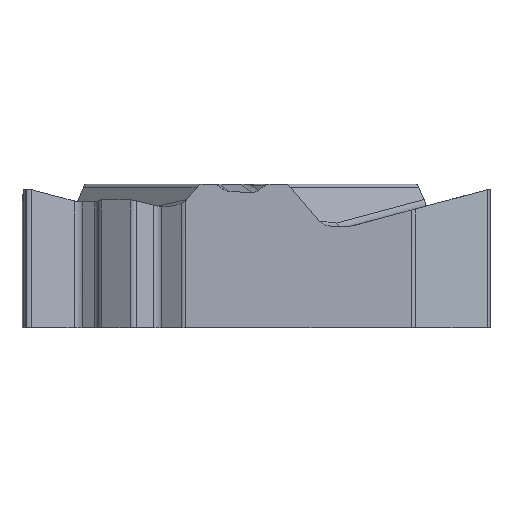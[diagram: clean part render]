
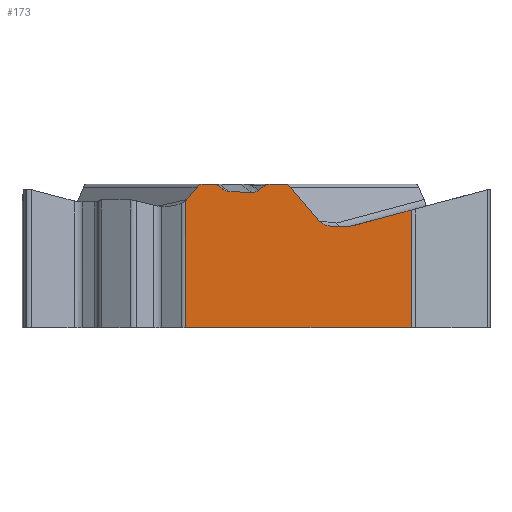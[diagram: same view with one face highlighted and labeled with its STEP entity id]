
A CAD part, left-side view. The second image highlights one B-rep face of the part: STEP entity #173.
In plain terms, the highlighted planar face has unit normal (-1, 0, 0).
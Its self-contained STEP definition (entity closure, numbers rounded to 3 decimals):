
#173=ADVANCED_FACE('',(#334),#287,.F.);
#287=PLANE('',#2170);
#334=FACE_OUTER_BOUND('',#442,.T.);
#442=EDGE_LOOP('',(#610,#611,#612,#613,#614,#615,#616,#617,#618,#619,#620,
#621,#622,#623,#624,#625,#626,#627,#628,#629,#630));
#562=ELLIPSE('',#2163,0.338,0.32);
#563=ELLIPSE('',#2164,0.392,0.32);
#564=ELLIPSE('',#2165,0.236,0.2);
#565=ELLIPSE('',#2166,0.167,0.15);
#566=ELLIPSE('',#2167,0.15,0.15);
#567=ELLIPSE('',#2168,0.227,0.2);
#568=ELLIPSE('',#2169,0.385,0.32);
#610=ORIENTED_EDGE('',*,*,#1426,.F.);
#611=ORIENTED_EDGE('',*,*,#1427,.T.);
#612=ORIENTED_EDGE('',*,*,#1428,.T.);
#613=ORIENTED_EDGE('',*,*,#1429,.T.);
#614=ORIENTED_EDGE('',*,*,#1430,.F.);
#615=ORIENTED_EDGE('',*,*,#1431,.T.);
#616=ORIENTED_EDGE('',*,*,#1432,.T.);
#617=ORIENTED_EDGE('',*,*,#1433,.F.);
#618=ORIENTED_EDGE('',*,*,#1434,.F.);
#619=ORIENTED_EDGE('',*,*,#1435,.F.);
#620=ORIENTED_EDGE('',*,*,#1436,.T.);
#621=ORIENTED_EDGE('',*,*,#1437,.T.);
#622=ORIENTED_EDGE('',*,*,#1438,.T.);
#623=ORIENTED_EDGE('',*,*,#1439,.T.);
#624=ORIENTED_EDGE('',*,*,#1440,.T.);
#625=ORIENTED_EDGE('',*,*,#1441,.F.);
#626=ORIENTED_EDGE('',*,*,#1442,.F.);
#627=ORIENTED_EDGE('',*,*,#1443,.F.);
#628=ORIENTED_EDGE('',*,*,#1444,.T.);
#629=ORIENTED_EDGE('',*,*,#1445,.T.);
#630=ORIENTED_EDGE('',*,*,#1446,.T.);
#1226=VERTEX_POINT('',#3483);
#1227=VERTEX_POINT('',#3484);
#1228=VERTEX_POINT('',#3486);
#1229=VERTEX_POINT('',#3488);
#1230=VERTEX_POINT('',#3490);
#1231=VERTEX_POINT('',#3492);
#1232=VERTEX_POINT('',#3494);
#1233=VERTEX_POINT('',#3496);
#1234=VERTEX_POINT('',#3498);
#1235=VERTEX_POINT('',#3500);
#1236=VERTEX_POINT('',#3502);
#1237=VERTEX_POINT('',#3504);
#1238=VERTEX_POINT('',#3515);
#1239=VERTEX_POINT('',#3517);
#1240=VERTEX_POINT('',#3531);
#1241=VERTEX_POINT('',#3533);
#1242=VERTEX_POINT('',#3535);
#1243=VERTEX_POINT('',#3537);
#1244=VERTEX_POINT('',#3539);
#1245=VERTEX_POINT('',#3541);
#1246=VERTEX_POINT('',#3543);
#1426=EDGE_CURVE('',#1226,#1227,#1734,.T.);
#1427=EDGE_CURVE('',#1226,#1228,#1735,.T.);
#1428=EDGE_CURVE('',#1228,#1229,#1736,.T.);
#1429=EDGE_CURVE('',#1229,#1230,#562,.T.);
#1430=EDGE_CURVE('',#1231,#1230,#1737,.T.);
#1431=EDGE_CURVE('',#1231,#1232,#563,.T.);
#1432=EDGE_CURVE('',#1232,#1233,#1738,.T.);
#1433=EDGE_CURVE('',#1234,#1233,#564,.T.);
#1434=EDGE_CURVE('',#1235,#1234,#1739,.T.);
#1435=EDGE_CURVE('',#1236,#1235,#565,.T.);
#1436=EDGE_CURVE('',#1236,#1237,#1740,.T.);
#1437=EDGE_CURVE('',#1237,#1238,#2120,.T.);
#1438=EDGE_CURVE('',#1238,#1239,#1741,.T.);
#1439=EDGE_CURVE('',#1239,#1240,#2121,.T.);
#1440=EDGE_CURVE('',#1240,#1241,#1742,.T.);
#1441=EDGE_CURVE('',#1242,#1241,#566,.T.);
#1442=EDGE_CURVE('',#1243,#1242,#1743,.T.);
#1443=EDGE_CURVE('',#1244,#1243,#567,.T.);
#1444=EDGE_CURVE('',#1244,#1245,#1744,.T.);
#1445=EDGE_CURVE('',#1245,#1246,#568,.T.);
#1446=EDGE_CURVE('',#1246,#1227,#1745,.T.);
#1734=LINE('',#3482,#1920);
#1735=LINE('',#3485,#1921);
#1736=LINE('',#3487,#1922);
#1737=LINE('',#3491,#1923);
#1738=LINE('',#3495,#1924);
#1739=LINE('',#3499,#1925);
#1740=LINE('',#3503,#1926);
#1741=LINE('',#3516,#1927);
#1742=LINE('',#3532,#1928);
#1743=LINE('',#3536,#1929);
#1744=LINE('',#3540,#1930);
#1745=LINE('',#3544,#1931);
#1920=VECTOR('',#2378,1.);
#1921=VECTOR('',#2379,1.);
#1922=VECTOR('',#2380,1.);
#1923=VECTOR('',#2383,1.);
#1924=VECTOR('',#2386,1.);
#1925=VECTOR('',#2389,1.);
#1926=VECTOR('',#2392,1.);
#1927=VECTOR('',#2393,1.);
#1928=VECTOR('',#2394,1.);
#1929=VECTOR('',#2397,1.);
#1930=VECTOR('',#2400,1.);
#1931=VECTOR('',#2403,1.);
#2120=B_SPLINE_CURVE_WITH_KNOTS('',3,(#3505,#3506,#3507,#3508,#3509,#3510,
#3511,#3512,#3513,#3514),.UNSPECIFIED.,.F.,.F.,(4,3,3,4),(0.,0.474,
0.706,1.),.UNSPECIFIED.);
#2121=B_SPLINE_CURVE_WITH_KNOTS('',3,(#3518,#3519,#3520,#3521,#3522,#3523,
#3524,#3525,#3526,#3527,#3528,#3529,#3530),.UNSPECIFIED.,.F.,.F.,(4,3,3,
3,4),(0.,0.25,0.499,0.746,1.),
 .UNSPECIFIED.);
#2163=AXIS2_PLACEMENT_3D('',#3489,#2381,#2382);
#2164=AXIS2_PLACEMENT_3D('',#3493,#2384,#2385);
#2165=AXIS2_PLACEMENT_3D('',#3497,#2387,#2388);
#2166=AXIS2_PLACEMENT_3D('',#3501,#2390,#2391);
#2167=AXIS2_PLACEMENT_3D('',#3534,#2395,#2396);
#2168=AXIS2_PLACEMENT_3D('',#3538,#2398,#2399);
#2169=AXIS2_PLACEMENT_3D('',#3542,#2401,#2402);
#2170=AXIS2_PLACEMENT_3D('',#3545,#2404,#2405);
#2378=DIRECTION('',(0.,1.,0.));
#2379=DIRECTION('',(0.,0.,1.));
#2380=DIRECTION('',(0.,0.966,-0.259));
#2381=DIRECTION('',(1.,0.,0.));
#2382=DIRECTION('',(0.,0.966,-0.259));
#2383=DIRECTION('',(0.,-1.,0.));
#2384=DIRECTION('',(1.,0.,0.));
#2385=DIRECTION('',(0.,0.992,0.124));
#2386=DIRECTION('',(0.,0.651,0.759));
#2387=DIRECTION('',(1.,0.,0.));
#2388=DIRECTION('',(0.,-1.,0.));
#2389=DIRECTION('',(0.,-1.,0.));
#2390=DIRECTION('',(1.,0.,0.));
#2391=DIRECTION('',(0.,1.,0.));
#2392=DIRECTION('',(0.,0.794,-0.608));
#2393=DIRECTION('',(0.,0.999,0.049));
#2394=DIRECTION('',(0.,0.757,0.653));
#2395=DIRECTION('',(1.,0.,0.));
#2396=DIRECTION('',(0.,-1.,0.));
#2397=DIRECTION('',(0.,-1.,0.));
#2398=DIRECTION('',(1.,0.,0.));
#2399=DIRECTION('',(0.,-1.,0.));
#2400=DIRECTION('',(0.,0.635,-0.772));
#2401=DIRECTION('',(1.,0.,0.));
#2402=DIRECTION('',(0.,-0.976,0.217));
#2403=DIRECTION('',(0.,0.,-1.));
#2404=DIRECTION('',(1.,0.,0.));
#2405=DIRECTION('',(0.,1.,0.));
#3482=CARTESIAN_POINT('',(-4.763,-7.335,-3.97));
#3483=CARTESIAN_POINT('',(-4.762,-4.643,-3.97));
#3484=CARTESIAN_POINT('',(-4.763,1.793,-3.97));
#3485=CARTESIAN_POINT('',(-4.762,-4.643,0.));
#3486=CARTESIAN_POINT('',(-4.762,-4.643,-0.605));
#3487=CARTESIAN_POINT('',(-4.763,6.381,-3.559));
#3488=CARTESIAN_POINT('',(-4.763,-2.989,-1.048));
#3489=CARTESIAN_POINT('',(-4.763,-2.906,-0.739));
#3490=CARTESIAN_POINT('',(-4.763,-2.897,-1.06));
#3491=CARTESIAN_POINT('',(-4.763,7.335,-1.06));
#3492=CARTESIAN_POINT('',(-4.763,-2.365,-1.06));
#3493=CARTESIAN_POINT('',(-4.763,-2.346,-0.739));
#3494=CARTESIAN_POINT('',(-4.763,-2.03,-0.915));
#3495=CARTESIAN_POINT('',(-4.763,2.386,4.24));
#3496=CARTESIAN_POINT('',(-4.763,-1.197,0.058));
#3497=CARTESIAN_POINT('',(-4.763,-1.006,-0.06));
#3498=CARTESIAN_POINT('',(-4.763,-1.006,0.14));
#3499=CARTESIAN_POINT('',(-4.763,7.335,0.14));
#3500=CARTESIAN_POINT('',(-4.763,-0.581,0.14));
#3501=CARTESIAN_POINT('',(-4.763,-0.581,-0.01));
#3502=CARTESIAN_POINT('',(-4.763,-0.473,0.104));
#3503=CARTESIAN_POINT('',(-4.763,4.498,-3.703));
#3504=CARTESIAN_POINT('',(-4.763,-0.283,-0.041));
#3505=CARTESIAN_POINT('',(-4.763,-0.283,-0.041));
#3506=CARTESIAN_POINT('',(-4.763,-0.257,-0.061));
#3507=CARTESIAN_POINT('',(-4.763,-0.226,-0.077));
#3508=CARTESIAN_POINT('',(-4.763,-0.195,-0.087));
#3509=CARTESIAN_POINT('',(-4.763,-0.179,-0.092));
#3510=CARTESIAN_POINT('',(-4.763,-0.163,-0.096));
#3511=CARTESIAN_POINT('',(-4.763,-0.147,-0.098));
#3512=CARTESIAN_POINT('',(-4.763,-0.126,-0.102));
#3513=CARTESIAN_POINT('',(-4.763,-0.105,-0.103));
#3514=CARTESIAN_POINT('',(-4.763,-0.084,-0.102));
#3515=CARTESIAN_POINT('',(-4.763,-0.084,-0.102));
#3516=CARTESIAN_POINT('',(-4.763,-7.313,-0.453));
#3517=CARTESIAN_POINT('',(-4.763,0.563,-0.07));
#3518=CARTESIAN_POINT('',(-4.763,0.563,-0.07));
#3519=CARTESIAN_POINT('',(-4.763,0.581,-0.069));
#3520=CARTESIAN_POINT('',(-4.763,0.599,-0.067));
#3521=CARTESIAN_POINT('',(-4.763,0.617,-0.063));
#3522=CARTESIAN_POINT('',(-4.763,0.634,-0.059));
#3523=CARTESIAN_POINT('',(-4.763,0.652,-0.054));
#3524=CARTESIAN_POINT('',(-4.763,0.668,-0.047));
#3525=CARTESIAN_POINT('',(-4.763,0.685,-0.04));
#3526=CARTESIAN_POINT('',(-4.763,0.701,-0.032));
#3527=CARTESIAN_POINT('',(-4.763,0.717,-0.023));
#3528=CARTESIAN_POINT('',(-4.763,0.732,-0.013));
#3529=CARTESIAN_POINT('',(-4.763,0.747,-0.002));
#3530=CARTESIAN_POINT('',(-4.763,0.761,0.01));
#3531=CARTESIAN_POINT('',(-4.763,0.761,0.01));
#3532=CARTESIAN_POINT('',(-4.763,-3.883,-3.999));
#3533=CARTESIAN_POINT('',(-4.763,0.87,0.104));
#3534=CARTESIAN_POINT('',(-4.763,0.968,-0.01));
#3535=CARTESIAN_POINT('',(-4.763,0.968,0.14));
#3536=CARTESIAN_POINT('',(-4.763,-7.335,0.14));
#3537=CARTESIAN_POINT('',(-4.763,1.293,0.14));
#3538=CARTESIAN_POINT('',(-4.763,1.293,-0.06));
#3539=CARTESIAN_POINT('',(-4.763,1.476,0.058));
#3540=CARTESIAN_POINT('',(-4.763,-2.053,4.346));
#3541=CARTESIAN_POINT('',(-4.763,1.773,-0.304));
#3542=CARTESIAN_POINT('',(-4.763,2.081,-0.134));
#3543=CARTESIAN_POINT('',(-4.763,1.793,-0.326));
#3544=CARTESIAN_POINT('',(-4.763,1.793,0.));
#3545=CARTESIAN_POINT('',(-4.763,-7.335,0.));
